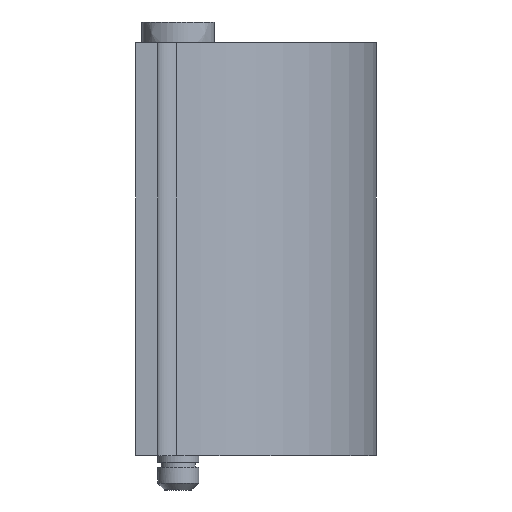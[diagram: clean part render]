
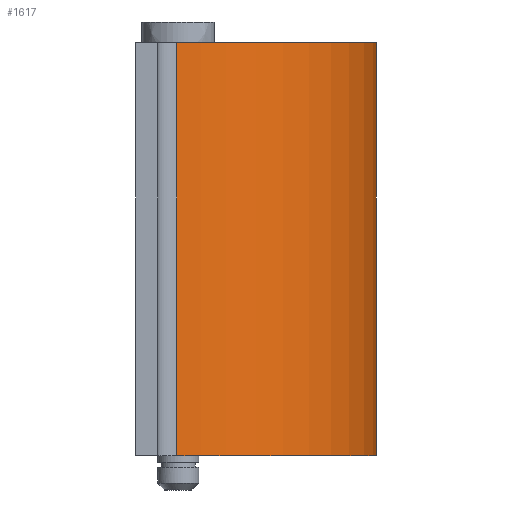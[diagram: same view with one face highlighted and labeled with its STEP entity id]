
A CAD part, left-side view. The second image highlights one B-rep face of the part: STEP entity #1617.
In plain terms, the highlighted free-form (B-spline) face has degree [1, 2] with [2, 3] control points.
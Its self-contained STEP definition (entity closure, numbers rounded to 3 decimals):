
#1307=CARTESIAN_POINT('',(-13.092,-28.8,5.0));
#1308=VERTEX_POINT('',#1307);
#1314=CARTESIAN_POINT('',(-46.026,0.204,5.0));
#1315=VERTEX_POINT('',#1314);
#1316=CARTESIAN_POINT('',(-13.092,-28.8,5.0));
#1317=CARTESIAN_POINT('',(-42.331,-28.8,5.0));
#1318=CARTESIAN_POINT('',(-46.026,0.204,5.0));
#1326=(BOUNDED_CURVE()B_SPLINE_CURVE(2,(#1316,#1317,#1318),.UNSPECIFIED.,.F.,.U.)CURVE()GEOMETRIC_REPRESENTATION_ITEM()QUASI_UNIFORM_CURVE()RATIONAL_B_SPLINE_CURVE((1.0,0.75,1.0))REPRESENTATION_ITEM(''));
#1327=EDGE_CURVE('',#1308,#1315,#1326,.T.);
#1373=CARTESIAN_POINT('',(-46.026,0.204,65.0));
#1374=VERTEX_POINT('',#1373);
#1388=CARTESIAN_POINT('',(-13.092,-28.8,65.0));
#1389=VERTEX_POINT('',#1388);
#1390=CARTESIAN_POINT('',(-13.092,-28.8,65.0));
#1391=CARTESIAN_POINT('',(-42.331,-28.8,65.0));
#1392=CARTESIAN_POINT('',(-46.026,0.204,65.0));
#1400=(BOUNDED_CURVE()B_SPLINE_CURVE(2,(#1390,#1391,#1392),.UNSPECIFIED.,.F.,.U.)CURVE()GEOMETRIC_REPRESENTATION_ITEM()QUASI_UNIFORM_CURVE()RATIONAL_B_SPLINE_CURVE((1.0,0.75,1.0))REPRESENTATION_ITEM(''));
#1401=EDGE_CURVE('',#1389,#1374,#1400,.T.);
#1583=CARTESIAN_POINT('',(-46.026,0.204,65.0));
#1584=CARTESIAN_POINT('',(-46.026,0.204,5.0));
#1585=QUASI_UNIFORM_CURVE('',1,(#1583,#1584),.UNSPECIFIED.,.F.,.U.);
#1586=EDGE_CURVE('',#1374,#1315,#1585,.T.);
#1593=CARTESIAN_POINT('',(-46.139,1.218,66.5));
#1594=CARTESIAN_POINT('',(-46.139,1.218,3.462));
#1595=CARTESIAN_POINT('',(-43.052,-30.846,66.5));
#1596=CARTESIAN_POINT('',(-43.052,-30.846,3.463));
#1597=CARTESIAN_POINT('',(-10.909,-28.728,66.5));
#1598=CARTESIAN_POINT('',(-10.909,-28.728,3.462));
#1606=(BOUNDED_SURFACE()B_SPLINE_SURFACE(1,2,((#1593,#1595,#1597),(#1594,#1596,#1598)),.UNSPECIFIED.,.F.,.F.,.U.)B_SPLINE_SURFACE_WITH_KNOTS((2,2),(3,3),(0.0,63.038),(0.0,53.837),.UNSPECIFIED.)GEOMETRIC_REPRESENTATION_ITEM()RATIONAL_B_SPLINE_SURFACE(((1.0,0.716,0.995),(1.0,0.716,0.995)))REPRESENTATION_ITEM('')SURFACE());
#1607=ORIENTED_EDGE('',*,*,#1327,.F.);
#1608=CARTESIAN_POINT('',(-13.092,-28.8,65.0));
#1609=CARTESIAN_POINT('',(-13.092,-28.8,5.0));
#1610=QUASI_UNIFORM_CURVE('',1,(#1608,#1609),.UNSPECIFIED.,.F.,.U.);
#1611=EDGE_CURVE('',#1389,#1308,#1610,.T.);
#1612=ORIENTED_EDGE('',*,*,#1611,.F.);
#1613=ORIENTED_EDGE('',*,*,#1401,.T.);
#1614=ORIENTED_EDGE('',*,*,#1586,.T.);
#1615=EDGE_LOOP('',(#1607,#1612,#1613,#1614));
#1616=FACE_OUTER_BOUND('',#1615,.T.);
#1617=ADVANCED_FACE('',(#1616),#1606,.T.);
